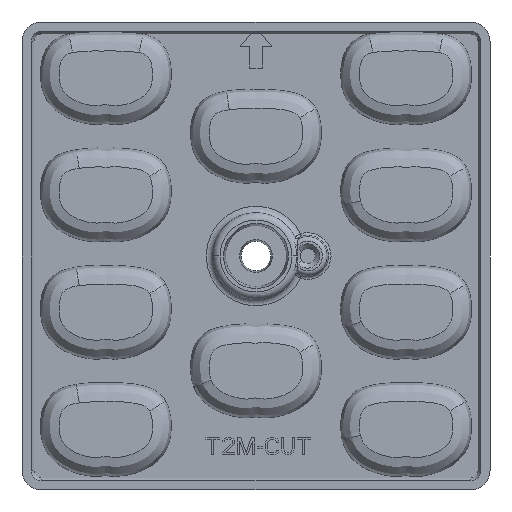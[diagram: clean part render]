
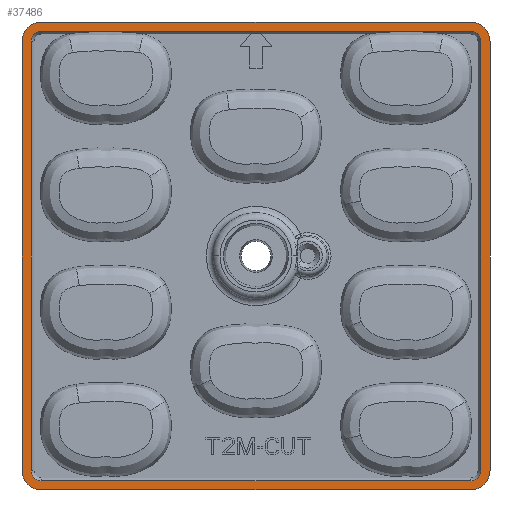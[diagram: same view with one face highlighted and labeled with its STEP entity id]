
A CAD part, top view. The second image highlights one B-rep face of the part: STEP entity #37486.
In plain terms, the highlighted planar face has unit normal (0, 0, 1).
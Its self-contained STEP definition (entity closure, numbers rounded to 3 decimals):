
#10501=DIRECTION('',(1.,0.,0.));
#10502=VECTOR('',#10501,45.661);
#10503=CARTESIAN_POINT('',(7.039,-69.619,
0.455));
#10504=LINE('',#10503,#10502);
#10505=CARTESIAN_POINT('',(52.701,-71.725,
0.455));
#10506=DIRECTION('',(0.,0.,-1.));
#10507=DIRECTION('',(0.,1.,0.));
#10508=AXIS2_PLACEMENT_3D('',#10505,#10506,#10507);
#10510=DIRECTION('',(0.,-1.,0.));
#10511=VECTOR('',#10510,45.661);
#10512=CARTESIAN_POINT('',(54.807,-71.725,
0.455));
#10513=LINE('',#10512,#10511);
#10514=CARTESIAN_POINT('',(52.701,-117.387,
0.455));
#10515=DIRECTION('',(0.,0.,-1.));
#10516=DIRECTION('',(1.,0.,0.));
#10517=AXIS2_PLACEMENT_3D('',#10514,#10515,#10516);
#10519=DIRECTION('',(-1.,0.,0.));
#10520=VECTOR('',#10519,45.661);
#10521=CARTESIAN_POINT('',(52.701,-119.493,
0.455));
#10522=LINE('',#10521,#10520);
#10523=CARTESIAN_POINT('',(7.039,-117.387,
0.455));
#10524=DIRECTION('',(0.,0.,-1.));
#10525=DIRECTION('',(0.,-1.,0.));
#10526=AXIS2_PLACEMENT_3D('',#10523,#10524,#10525);
#10528=CARTESIAN_POINT('',(52.701,-71.725,
0.455));
#10529=DIRECTION('',(0.,0.,-1.));
#10530=DIRECTION('',(0.,1.,0.));
#10531=AXIS2_PLACEMENT_3D('',#10528,#10529,#10530);
#10533=DIRECTION('',(1.,0.,0.));
#10534=VECTOR('',#10533,45.661);
#10535=CARTESIAN_POINT('',(7.039,-70.602,
0.455));
#10536=LINE('',#10535,#10534);
#10537=CARTESIAN_POINT('',(7.039,-71.725,
0.455));
#10538=DIRECTION('',(0.,0.,-1.));
#10539=DIRECTION('',(-1.,0.,0.));
#10540=AXIS2_PLACEMENT_3D('',#10537,#10538,#10539);
#10542=DIRECTION('',(0.,1.,0.));
#10543=VECTOR('',#10542,45.661);
#10544=CARTESIAN_POINT('',(5.916,-117.387,0.455));
#10545=LINE('',#10544,#10543);
#10546=CARTESIAN_POINT('',(7.039,-117.387,
0.455));
#10547=DIRECTION('',(0.,0.,-1.));
#10548=DIRECTION('',(0.,-1.,0.));
#10549=AXIS2_PLACEMENT_3D('',#10546,#10547,#10548);
#10551=DIRECTION('',(-1.,0.,0.));
#10552=VECTOR('',#10551,45.661);
#10553=CARTESIAN_POINT('',(52.701,-118.51,
0.455));
#10554=LINE('',#10553,#10552);
#10555=CARTESIAN_POINT('',(52.701,-117.387,
0.455));
#10556=DIRECTION('',(0.,0.,-1.));
#10557=DIRECTION('',(1.,0.,0.));
#10558=AXIS2_PLACEMENT_3D('',#10555,#10556,#10557);
#10560=DIRECTION('',(0.,-1.,0.));
#10561=VECTOR('',#10560,45.661);
#10562=CARTESIAN_POINT('',(53.824,-71.725,
0.455));
#10563=LINE('',#10562,#10561);
#10604=DIRECTION('',(0.,-1.,0.));
#10605=VECTOR('',#10604,45.661);
#10606=CARTESIAN_POINT('',(4.933,-71.725,
0.455));
#10607=LINE('',#10606,#10605);
#10616=CARTESIAN_POINT('',(7.039,-71.725,
0.455));
#10617=DIRECTION('',(0.,0.,1.));
#10618=DIRECTION('',(0.,1.,0.));
#10619=AXIS2_PLACEMENT_3D('',#10616,#10617,#10618);
#11535=CARTESIAN_POINT('',(52.701,-70.602,
0.455));
#11536=CARTESIAN_POINT('',(53.824,-71.725,
0.455));
#11537=VERTEX_POINT('',#11535);
#11538=VERTEX_POINT('',#11536);
#11539=CARTESIAN_POINT('',(7.039,-70.602,
0.455));
#11540=VERTEX_POINT('',#11539);
#11541=CARTESIAN_POINT('',(5.916,-71.725,
0.455));
#11542=VERTEX_POINT('',#11541);
#11543=CARTESIAN_POINT('',(5.916,-117.387,0.455));
#11544=VERTEX_POINT('',#11543);
#11545=CARTESIAN_POINT('',(7.039,-118.51,
0.455));
#11546=VERTEX_POINT('',#11545);
#11547=CARTESIAN_POINT('',(52.701,-118.51,
0.455));
#11548=VERTEX_POINT('',#11547);
#11549=CARTESIAN_POINT('',(53.824,-117.387,
0.455));
#11550=VERTEX_POINT('',#11549);
#11681=CARTESIAN_POINT('',(7.039,-69.619,
0.455));
#11682=CARTESIAN_POINT('',(4.933,-71.725,
0.455));
#11683=VERTEX_POINT('',#11681);
#11684=VERTEX_POINT('',#11682);
#11685=CARTESIAN_POINT('',(52.701,-69.619,
0.455));
#11686=VERTEX_POINT('',#11685);
#11687=CARTESIAN_POINT('',(54.807,-71.725,
0.455));
#11688=VERTEX_POINT('',#11687);
#11689=CARTESIAN_POINT('',(54.807,-117.387,
0.455));
#11690=VERTEX_POINT('',#11689);
#11691=CARTESIAN_POINT('',(52.701,-119.493,
0.455));
#11692=VERTEX_POINT('',#11691);
#11693=CARTESIAN_POINT('',(7.039,-119.493,
0.455));
#11694=VERTEX_POINT('',#11693);
#11695=CARTESIAN_POINT('',(4.933,-117.387,
0.455));
#11696=VERTEX_POINT('',#11695);
#37453=CARTESIAN_POINT('',(31.116,-94.805,
0.455));
#37454=DIRECTION('',(0.,0.,1.));
#37455=DIRECTION('',(-1.,0.,0.));
#37456=AXIS2_PLACEMENT_3D('',#37453,#37454,#37455);
#37457=PLANE('',#37456);
#37459=ORIENTED_EDGE('',*,*,#37458,.T.);
#37461=ORIENTED_EDGE('',*,*,#37460,.T.);
#37463=ORIENTED_EDGE('',*,*,#37462,.T.);
#37465=ORIENTED_EDGE('',*,*,#37464,.T.);
#37467=ORIENTED_EDGE('',*,*,#37466,.T.);
#37469=ORIENTED_EDGE('',*,*,#37468,.T.);
#37471=ORIENTED_EDGE('',*,*,#37470,.F.);
#37473=ORIENTED_EDGE('',*,*,#37472,.F.);
#37474=EDGE_LOOP('',(#37459,#37461,#37463,#37465,#37467,#37469,#37471,#37473));
#37475=FACE_OUTER_BOUND('',#37474,.F.);
#37476=ORIENTED_EDGE('',*,*,#37447,.F.);
#37477=ORIENTED_EDGE('',*,*,#35862,.F.);
#37478=ORIENTED_EDGE('',*,*,#37364,.F.);
#37479=ORIENTED_EDGE('',*,*,#37378,.F.);
#37480=ORIENTED_EDGE('',*,*,#37392,.F.);
#37481=ORIENTED_EDGE('',*,*,#37406,.F.);
#37482=ORIENTED_EDGE('',*,*,#37420,.F.);
#37483=ORIENTED_EDGE('',*,*,#37434,.F.);
#37484=EDGE_LOOP('',(#37476,#37477,#37478,#37479,#37480,#37481,#37482,#37483));
#37485=FACE_BOUND('',#37484,.F.);
#10509=CIRCLE('',#10508,2.107);
#10518=CIRCLE('',#10517,2.107);
#10527=CIRCLE('',#10526,2.107);
#10532=CIRCLE('',#10531,1.123);
#10541=CIRCLE('',#10540,1.123);
#10550=CIRCLE('',#10549,1.123);
#10559=CIRCLE('',#10558,1.123);
#10620=CIRCLE('',#10619,2.107);
#35862=EDGE_CURVE('',#11540,#11537,#10536,.T.);
#37364=EDGE_CURVE('',#11542,#11540,#10541,.T.);
#37378=EDGE_CURVE('',#11544,#11542,#10545,.T.);
#37392=EDGE_CURVE('',#11546,#11544,#10550,.T.);
#37406=EDGE_CURVE('',#11548,#11546,#10554,.T.);
#37420=EDGE_CURVE('',#11550,#11548,#10559,.T.);
#37434=EDGE_CURVE('',#11538,#11550,#10563,.T.);
#37447=EDGE_CURVE('',#11537,#11538,#10532,.T.);
#37458=EDGE_CURVE('',#11683,#11686,#10504,.T.);
#37460=EDGE_CURVE('',#11686,#11688,#10509,.T.);
#37462=EDGE_CURVE('',#11688,#11690,#10513,.T.);
#37464=EDGE_CURVE('',#11690,#11692,#10518,.T.);
#37466=EDGE_CURVE('',#11692,#11694,#10522,.T.);
#37468=EDGE_CURVE('',#11694,#11696,#10527,.T.);
#37470=EDGE_CURVE('',#11684,#11696,#10607,.T.);
#37472=EDGE_CURVE('',#11683,#11684,#10620,.T.);
#37486=ADVANCED_FACE('',(#37475,#37485),#37457,.T.);
